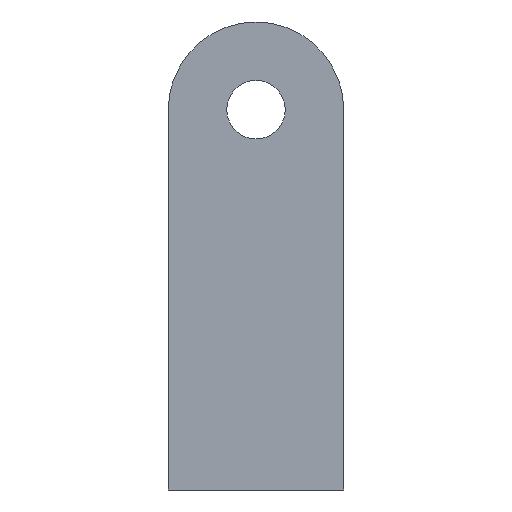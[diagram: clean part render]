
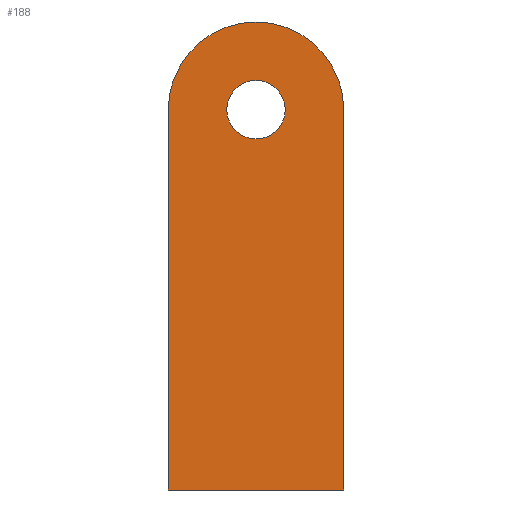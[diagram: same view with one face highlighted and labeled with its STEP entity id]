
A CAD part, front view. The second image highlights one B-rep face of the part: STEP entity #188.
In plain terms, the highlighted planar face has unit normal (0, -1, 0).
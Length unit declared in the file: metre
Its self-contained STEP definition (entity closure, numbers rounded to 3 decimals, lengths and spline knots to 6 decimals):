
#1=CARTESIAN_POINT('',(0.,-0.005,0.025));
#2=DIRECTION('',(0.,1.,0.));
#3=DIRECTION('',(-1.,0.,0.));
#4=AXIS2_PLACEMENT_3D('',#1,#2,#3);
#6=DIRECTION('',(0.,0.,-1.));
#7=VECTOR('',#6,0.065);
#8=CARTESIAN_POINT('',(0.015,-0.005,0.025));
#9=LINE('',#8,#7);
#10=DIRECTION('',(-1.,0.,0.));
#11=VECTOR('',#10,0.03);
#12=CARTESIAN_POINT('',(0.015,-0.005,-0.04));
#13=LINE('',#12,#11);
#14=DIRECTION('',(0.,0.,1.));
#15=VECTOR('',#14,0.065);
#16=CARTESIAN_POINT('',(-0.015,-0.005,-0.04));
#17=LINE('',#16,#15);
#18=CARTESIAN_POINT('',(0.,-0.005,0.025));
#19=DIRECTION('',(0.,1.,0.));
#20=DIRECTION('',(-1.,0.,0.));
#21=AXIS2_PLACEMENT_3D('',#18,#19,#20);
#23=CARTESIAN_POINT('',(0.,-0.005,0.025));
#24=DIRECTION('',(0.,1.,0.));
#25=DIRECTION('',(1.,0.,0.));
#26=AXIS2_PLACEMENT_3D('',#23,#24,#25);
#127=CARTESIAN_POINT('',(0.015,-0.005,-0.04));
#128=CARTESIAN_POINT('',(-0.015,-0.005,-0.04));
#129=VERTEX_POINT('',#127);
#130=VERTEX_POINT('',#128);
#135=CARTESIAN_POINT('',(-0.015,-0.005,0.025));
#136=CARTESIAN_POINT('',(0.015,-0.005,0.025));
#137=VERTEX_POINT('',#135);
#138=VERTEX_POINT('',#136);
#143=CARTESIAN_POINT('',(-0.005,-0.005,0.025));
#144=CARTESIAN_POINT('',(0.005,-0.005,0.025));
#145=VERTEX_POINT('',#143);
#146=VERTEX_POINT('',#144);
#167=CARTESIAN_POINT('',(0.,-0.005,0.));
#168=DIRECTION('',(0.,1.,0.));
#169=DIRECTION('',(0.,0.,-1.));
#170=AXIS2_PLACEMENT_3D('',#167,#168,#169);
#171=PLANE('',#170);
#173=ORIENTED_EDGE('',*,*,#172,.T.);
#175=ORIENTED_EDGE('',*,*,#174,.T.);
#177=ORIENTED_EDGE('',*,*,#176,.T.);
#179=ORIENTED_EDGE('',*,*,#178,.T.);
#180=EDGE_LOOP('',(#173,#175,#177,#179));
#181=FACE_OUTER_BOUND('',#180,.F.);
#183=ORIENTED_EDGE('',*,*,#182,.F.);
#185=ORIENTED_EDGE('',*,*,#184,.F.);
#186=EDGE_LOOP('',(#183,#185));
#187=FACE_BOUND('',#186,.F.);
#188=ADVANCED_FACE('',(#181,#187),#171,.F.);
#5=CIRCLE('',#4,0.015);
#22=CIRCLE('',#21,0.005);
#27=CIRCLE('',#26,0.005);
#172=EDGE_CURVE('',#137,#138,#5,.T.);
#174=EDGE_CURVE('',#138,#129,#9,.T.);
#176=EDGE_CURVE('',#129,#130,#13,.T.);
#178=EDGE_CURVE('',#130,#137,#17,.T.);
#182=EDGE_CURVE('',#145,#146,#22,.T.);
#184=EDGE_CURVE('',#146,#145,#27,.T.);
